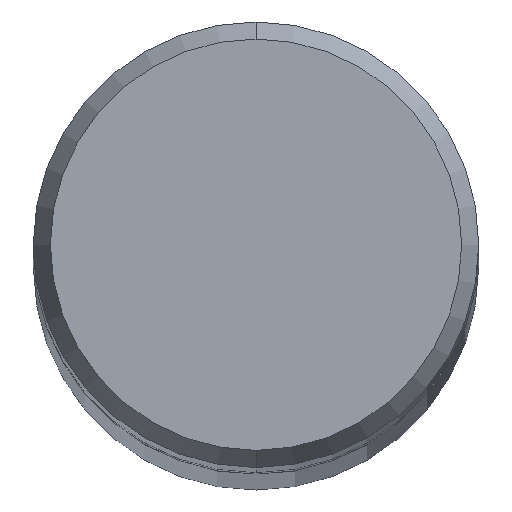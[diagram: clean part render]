
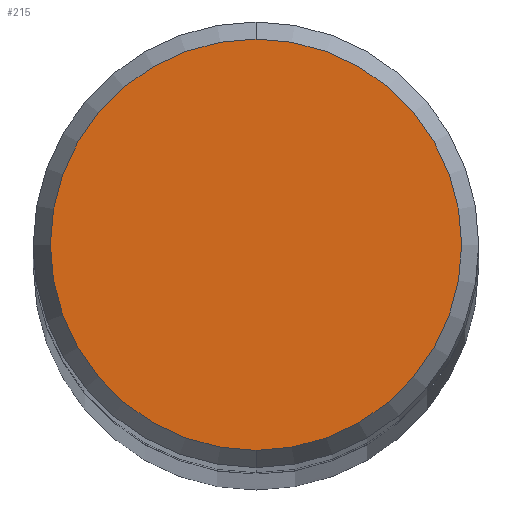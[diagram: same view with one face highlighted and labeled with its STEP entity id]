
A CAD part, top view. The second image highlights one B-rep face of the part: STEP entity #215.
In plain terms, the highlighted planar face has unit normal (0, 0, 1).
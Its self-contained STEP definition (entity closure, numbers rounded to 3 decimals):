
#117=EDGE_CURVE('',#229,#177,#271,.T.);
#177=VERTEX_POINT('',#339);
#183=EDGE_CURVE('',#177,#229,#345,.T.);
#215=ADVANCED_FACE('',(#380),#381,.T.);
#229=VERTEX_POINT('',#397);
#271=CIRCLE('',#434,5.498);
#339=CARTESIAN_POINT('',(0.0,5.498,0.0));
#345=CIRCLE('',#527,5.498);
#380=FACE_OUTER_BOUND('',#575,.T.);
#381=PLANE('',#576);
#397=CARTESIAN_POINT('',(0.,-5.498,0.0));
#434=AXIS2_PLACEMENT_3D('',#630,#631,#632);
#527=AXIS2_PLACEMENT_3D('',#716,#717,#718);
#575=EDGE_LOOP('',(#768,#769));
#576=AXIS2_PLACEMENT_3D('',#770,#771,#772);
#630=CARTESIAN_POINT('',(0.0,0.0,0.0));
#631=DIRECTION('',(0.0,0.0,-1.0));
#632=DIRECTION('',(0.0,1.0,0.0));
#716=CARTESIAN_POINT('',(0.0,0.0,0.0));
#717=DIRECTION('',(0.0,0.0,-1.0));
#718=DIRECTION('',(0.0,1.0,0.0));
#768=ORIENTED_EDGE('',*,*,#183,.F.);
#769=ORIENTED_EDGE('',*,*,#117,.F.);
#770=CARTESIAN_POINT('',(0.0,2.749,0.0));
#771=DIRECTION('',(-0.0,0.0,1.0));
#772=DIRECTION('',(0.0,-1.0,0.0));
